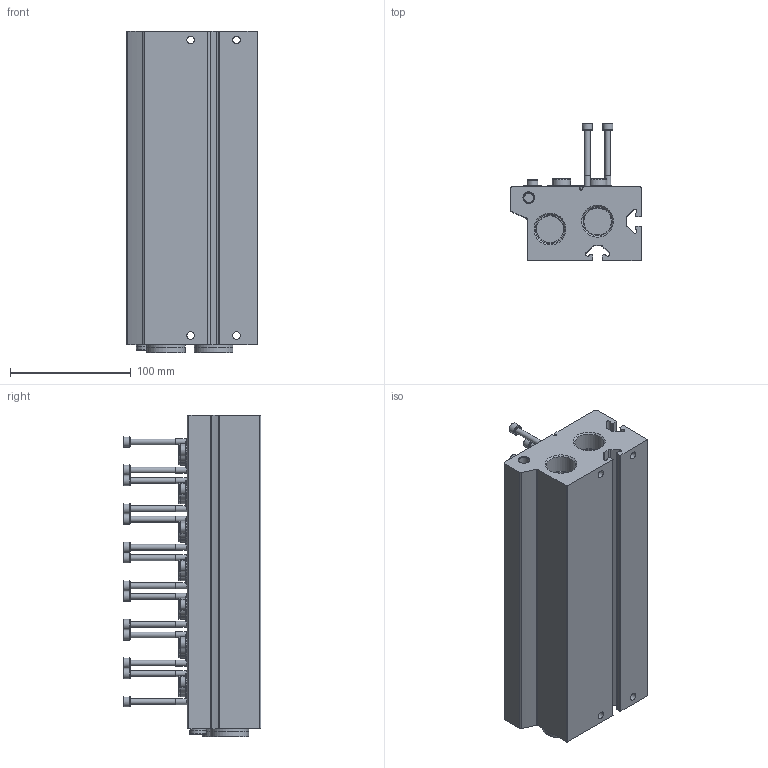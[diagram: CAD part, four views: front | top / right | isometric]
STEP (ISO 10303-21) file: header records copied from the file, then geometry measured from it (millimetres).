
FILE_DESCRIPTION(/* description */ ('STEP AP214'),/* implementation_level */ '2;1');
FILE_NAME(/* name */ '8026400_VABM-B10-30E-G34-7-P3',/* time_stamp */ '2024-09-15T22:44:04+02:00',/* author */ ('License CC BY-ND 4.0'),/* organization */ ('CADENAS'),/* preprocessor_version */ 'ST-DEVELOPER v19.3',/* originating_system */ 'PARTsolutions',/* authorisation */ ' ');
FILE_SCHEMA (('AUTOMOTIVE_DESIGN {1 0 10303 214 3 1 1}'));
Length unit declared in the file: millimetre
Products named in the file (7): 8026400 VABM-B10-30E-G34-7-P3; 8026400 VABM-B10-30E-G34-7-P3---(M); 1841579 VUVS-G38-2---(S); 2191444 F-M5x60-10.9; 1354302 VUVS-G18---(S); 3572 B-3/4---(Plug); 3568 B-1/8---(Plug)
Assembly tree (32 placements, depth 2):
  8026400 VABM-B10-30E-G34-7-P3
    8026400 VABM-B10-30E-G34-7-P3---(M)
    1841579 VUVS-G38-2---(S)  x7
    2191444 F-M5x60-10.9  x14
    1354302 VUVS-G18---(S)  x7
    3572 B-3/4---(Plug)  x2
    3568 B-1/8---(Plug)
Bounding box: 108.2 x 113.9 x 266.95 mm (x, y, z)
Volume: 1292022.2 mm3; surface area: 230543.1 mm2
Topology: 32 solids, 32 shells, 1251 faces, 2969 edges, 1878 vertices
Faces by surface type: plane 588, cylinder 378, cone 226, torus 59
Full cylindrical faces by diameter (mm): 3.5 x1, 4.134 x18, 4.75 x14, 5 x14, 5.5 x7, 6 x7, 6.3 x4, 8.2 x1, 8.5 x14, 8.566 x2, 8.9 x7, 9 x14, 9.728 x1, 10.8 x7, 12 x14, 12.6 x1, 14 x2, 15 x7, 15.1 x14, 18.1 x14, 22.8 x2, 24.117 x4, 26.441 x2, 28.8 x2, 32 x4
Entity records: 10758 total; most frequent: CARTESIAN_POINT 2082, DIRECTION 1821, ORIENTED_EDGE 1446, AXIS2_PLACEMENT_3D 730, EDGE_CURVE 723, FACE_BOUND 638, EDGE_LOOP 619, VERTEX_POINT 563
